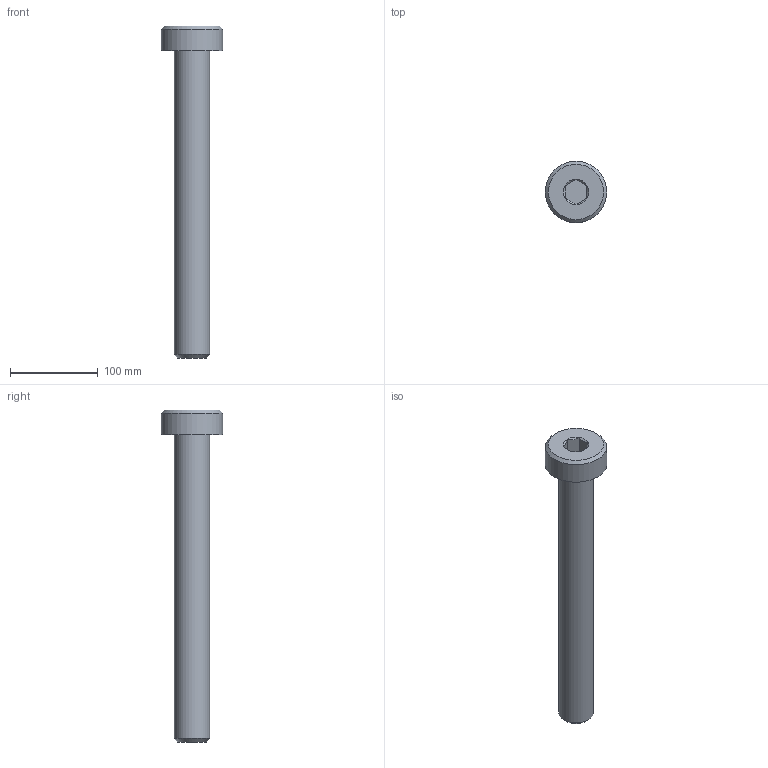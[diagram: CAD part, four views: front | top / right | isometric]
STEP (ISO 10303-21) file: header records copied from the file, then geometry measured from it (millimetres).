
FILE_DESCRIPTION(/* description */ (''),/* implementation_level */ '2;1');
FILE_NAME(/* name */ 'M4X35LHSCS-0.step',/* time_stamp */ '2024-10-22T15:11:54-04:00',/* author */ ('JVann-Robertson'),/* organization */ (''),/* preprocessor_version */ 'ST-DEVELOPER v18.1',/* originating_system */ 'AutoCAD Mechanical',/* authorisation */ '');
FILE_SCHEMA (('AUTOMOTIVE_DESIGN { 1 0 10303 214 3 1 1 }'));
Length unit declared in the file: centimetre
Products named in the file (1): Product
Bounding box: 70 x 70 x 378 mm (x, y, z)
Volume: 532154.3 mm3; surface area: 59087.3 mm2
Topology: 1 solids, 1 shells, 20 faces, 35 edges, 19 vertices
Faces by surface type: plane 10, cone 8, cylinder 2
Full cylindrical faces by diameter (mm): 40 x1, 70 x1
Entity records: 485 total; most frequent: CARTESIAN_POINT 87, DIRECTION 84, ORIENTED_EDGE 70, EDGE_CURVE 35, AXIS2_PLACEMENT_3D 34, EDGE_LOOP 22, FACE_OUTER_BOUND 20, ADVANCED_FACE 20
